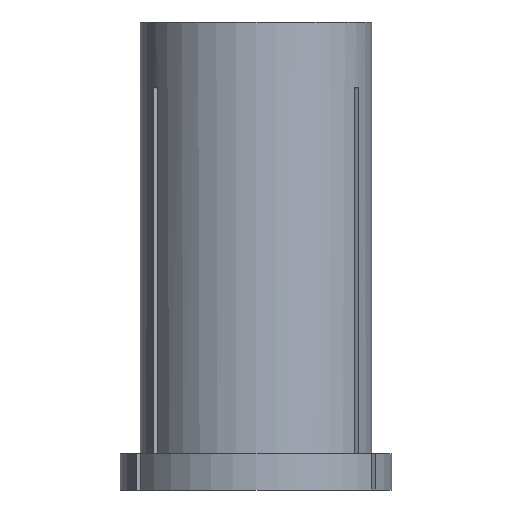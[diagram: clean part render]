
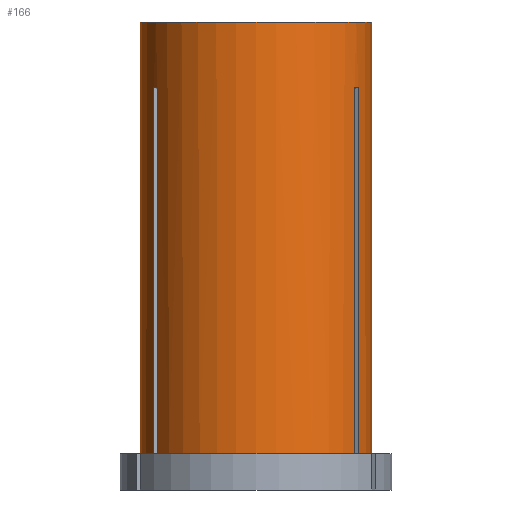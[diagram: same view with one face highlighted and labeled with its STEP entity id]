
A CAD part, front view. The second image highlights one B-rep face of the part: STEP entity #166.
In plain terms, the highlighted cylindrical face has radius 16 mm (diameter 32 mm), a partial arc.
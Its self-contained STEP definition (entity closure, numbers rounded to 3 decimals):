
#44 = CARTESIAN_POINT ( 'NONE',  ( -14.1, -7.563, -9.004 ) ) ;
#48 = EDGE_CURVE ( 'NONE', #524, #262, #89, .T. ) ;
#59 = VERTEX_POINT ( 'NONE', #1030 ) ;
#76 = FACE_OUTER_BOUND ( 'NONE', #933, .T. ) ;
#88 = VERTEX_POINT ( 'NONE', #542 ) ;
#89 = CIRCLE ( 'NONE', #209, 16. ) ;
#90 = LINE ( 'NONE', #471, #984 ) ;
#95 = CARTESIAN_POINT ( 'NONE',  ( 13.6, -8.429, 0. ) ) ;
#124 = DIRECTION ( 'NONE',  ( 1., 0., 0. ) ) ;
#125 = DIRECTION ( 'NONE',  ( 0., 0., 1. ) ) ;
#144 = DIRECTION ( 'NONE',  ( 0., 0., 1. ) ) ;
#150 = CARTESIAN_POINT ( 'NONE',  ( 0., 0., 0. ) ) ;
#166 = ADVANCED_FACE ( 'NONE', ( #76 ), #285, .T. ) ;
#177 = DIRECTION ( 'NONE',  ( 0., 0., 1. ) ) ;
#178 = VECTOR ( 'NONE', #1131, 1000. ) ;
#191 = CARTESIAN_POINT ( 'NONE',  ( 0., 0., -59.6 ) ) ;
#192 = EDGE_CURVE ( 'NONE', #524, #822, #237, .T. ) ;
#197 = DIRECTION ( 'NONE',  ( 1., 0., 0. ) ) ;
#199 = VERTEX_POINT ( 'NONE', #326 ) ;
#209 = AXIS2_PLACEMENT_3D ( 'NONE', #930, #938, #464 ) ;
#213 = CARTESIAN_POINT ( 'NONE',  ( 14.1, -7.563, -59.6 ) ) ;
#218 = VECTOR ( 'NONE', #278, 1000. ) ;
#228 = CARTESIAN_POINT ( 'NONE',  ( 16., 0., 0. ) ) ;
#230 = VERTEX_POINT ( 'NONE', #662 ) ;
#234 = CARTESIAN_POINT ( 'NONE',  ( -13.942, -7.857, -8.999 ) ) ;
#237 = LINE ( 'NONE', #848, #935 ) ;
#262 = VERTEX_POINT ( 'NONE', #552 ) ;
#264 = EDGE_CURVE ( 'NONE', #59, #634, #90, .T. ) ;
#278 = DIRECTION ( 'NONE',  ( 0., 0., 1. ) ) ;
#284 = ORIENTED_EDGE ( 'NONE', *, *, #794, .T. ) ;
#285 = CYLINDRICAL_SURFACE ( 'NONE', #605, 16. ) ;
#287 = EDGE_CURVE ( 'NONE', #676, #556, #798, .T. ) ;
#301 = CIRCLE ( 'NONE', #356, 16. ) ;
#306 = AXIS2_PLACEMENT_3D ( 'NONE', #150, #144, #124 ) ;
#309 = EDGE_CURVE ( 'NONE', #822, #422, #744, .T. ) ;
#317 = ORIENTED_EDGE ( 'NONE', *, *, #541, .T. ) ;
#326 = CARTESIAN_POINT ( 'NONE',  ( -14.1, -7.563, -9.004 ) ) ;
#335 = VECTOR ( 'NONE', #412, 1000. ) ;
#345 = CARTESIAN_POINT ( 'NONE',  ( 13.6, -8.429, -9.004 ) ) ;
#355 = EDGE_CURVE ( 'NONE', #199, #634, #493, .T. ) ;
#356 = AXIS2_PLACEMENT_3D ( 'NONE', #191, #125, #197 ) ;
#358 = CARTESIAN_POINT ( 'NONE',  ( 0., 0., -59.6 ) ) ;
#381 = EDGE_CURVE ( 'NONE', #676, #230, #301, .T. ) ;
#404 = CARTESIAN_POINT ( 'NONE',  ( 14.1, -7.563, 0. ) ) ;
#412 = DIRECTION ( 'NONE',  ( 0., 0., 1. ) ) ;
#422 = VERTEX_POINT ( 'NONE', #920 ) ;
#431 = DIRECTION ( 'NONE',  ( 0., 0., 1. ) ) ;
#443 = EDGE_CURVE ( 'NONE', #262, #199, #520, .T. ) ;
#464 = DIRECTION ( 'NONE',  ( 1., 0., 0. ) ) ;
#471 = CARTESIAN_POINT ( 'NONE',  ( -13.6, -8.429, 0. ) ) ;
#493 = B_SPLINE_CURVE_WITH_KNOTS ( 'NONE', 3,
 ( #44, #234, #879, #867 ),
 .UNSPECIFIED., .F., .F.,
 ( 4, 4 ),
 ( 0., 0.001 ),
 .UNSPECIFIED. ) ;
#504 = ORIENTED_EDGE ( 'NONE', *, *, #355, .T. ) ;
#508 = DIRECTION ( 'NONE',  ( 0., 0., 1. ) ) ;
#515 = ORIENTED_EDGE ( 'NONE', *, *, #287, .F. ) ;
#520 = LINE ( 'NONE', #748, #699 ) ;
#524 = VERTEX_POINT ( 'NONE', #603 ) ;
#537 = ORIENTED_EDGE ( 'NONE', *, *, #381, .T. ) ;
#541 = EDGE_CURVE ( 'NONE', #230, #422, #674, .T. ) ;
#542 = CARTESIAN_POINT ( 'NONE',  ( 13.6, -8.429, -9.004 ) ) ;
#552 = CARTESIAN_POINT ( 'NONE',  ( -14.1, -7.563, -59.6 ) ) ;
#556 = VERTEX_POINT ( 'NONE', #831 ) ;
#561 = CARTESIAN_POINT ( 'NONE',  ( 0., 0., 0. ) ) ;
#563 = ORIENTED_EDGE ( 'NONE', *, *, #309, .F. ) ;
#567 = CARTESIAN_POINT ( 'NONE',  ( 14.1, -7.563, -9.004 ) ) ;
#586 = DIRECTION ( 'NONE',  ( 0., 0., 1. ) ) ;
#592 = EDGE_CURVE ( 'NONE', #1060, #88, #629, .T. ) ;
#603 = CARTESIAN_POINT ( 'NONE',  ( -16., 0., -59.6 ) ) ;
#605 = AXIS2_PLACEMENT_3D ( 'NONE', #561, #586, #1049 ) ;
#629 = LINE ( 'NONE', #95, #178 ) ;
#634 = VERTEX_POINT ( 'NONE', #941 ) ;
#662 = CARTESIAN_POINT ( 'NONE',  ( 16., 0., -59.6 ) ) ;
#669 = ORIENTED_EDGE ( 'NONE', *, *, #443, .T. ) ;
#674 = LINE ( 'NONE', #228, #218 ) ;
#676 = VERTEX_POINT ( 'NONE', #213 ) ;
#686 = ORIENTED_EDGE ( 'NONE', *, *, #592, .T. ) ;
#699 = VECTOR ( 'NONE', #177, 1000. ) ;
#700 = CARTESIAN_POINT ( 'NONE',  ( 13.6, -8.429, -59.6 ) ) ;
#713 = CIRCLE ( 'NONE', #1009, 16. ) ;
#744 = CIRCLE ( 'NONE', #306, 16. ) ;
#748 = CARTESIAN_POINT ( 'NONE',  ( -14.1, -7.563, 0. ) ) ;
#785 = CARTESIAN_POINT ( 'NONE',  ( 13.942, -7.857, -8.999 ) ) ;
#794 = EDGE_CURVE ( 'NONE', #59, #1060, #713, .T. ) ;
#795 = B_SPLINE_CURVE_WITH_KNOTS ( 'NONE', 3,
 ( #345, #811, #785, #567 ),
 .UNSPECIFIED., .F., .F.,
 ( 4, 4 ),
 ( 0., 0.001 ),
 .UNSPECIFIED. ) ;
#798 = LINE ( 'NONE', #404, #335 ) ;
#811 = CARTESIAN_POINT ( 'NONE',  ( 13.775, -8.146, -8.999 ) ) ;
#822 = VERTEX_POINT ( 'NONE', #986 ) ;
#828 = EDGE_CURVE ( 'NONE', #88, #556, #795, .T. ) ;
#831 = CARTESIAN_POINT ( 'NONE',  ( 14.1, -7.563, -9.004 ) ) ;
#848 = CARTESIAN_POINT ( 'NONE',  ( -16., 0., 0. ) ) ;
#867 = CARTESIAN_POINT ( 'NONE',  ( -13.6, -8.429, -9.004 ) ) ;
#879 = CARTESIAN_POINT ( 'NONE',  ( -13.775, -8.146, -8.999 ) ) ;
#894 = ORIENTED_EDGE ( 'NONE', *, *, #48, .T. ) ;
#899 = DIRECTION ( 'NONE',  ( 1., 0., 0. ) ) ;
#920 = CARTESIAN_POINT ( 'NONE',  ( 16., 0., 0. ) ) ;
#929 = ORIENTED_EDGE ( 'NONE', *, *, #264, .F. ) ;
#930 = CARTESIAN_POINT ( 'NONE',  ( 0., 0., -59.6 ) ) ;
#933 = EDGE_LOOP ( 'NONE', ( #1097, #894, #669, #504, #929, #284, #686, #934, #515, #537, #317, #563 ) ) ;
#934 = ORIENTED_EDGE ( 'NONE', *, *, #828, .T. ) ;
#935 = VECTOR ( 'NONE', #939, 1000. ) ;
#938 = DIRECTION ( 'NONE',  ( 0., 0., 1. ) ) ;
#939 = DIRECTION ( 'NONE',  ( 0., 0., 1. ) ) ;
#941 = CARTESIAN_POINT ( 'NONE',  ( -13.6, -8.429, -9.004 ) ) ;
#984 = VECTOR ( 'NONE', #431, 1000. ) ;
#986 = CARTESIAN_POINT ( 'NONE',  ( -16., 0., 0. ) ) ;
#1009 = AXIS2_PLACEMENT_3D ( 'NONE', #358, #508, #899 ) ;
#1030 = CARTESIAN_POINT ( 'NONE',  ( -13.6, -8.429, -59.6 ) ) ;
#1049 = DIRECTION ( 'NONE',  ( 1., 0., 0. ) ) ;
#1060 = VERTEX_POINT ( 'NONE', #700 ) ;
#1097 = ORIENTED_EDGE ( 'NONE', *, *, #192, .F. ) ;
#1131 = DIRECTION ( 'NONE',  ( 0., 0., 1. ) ) ;
